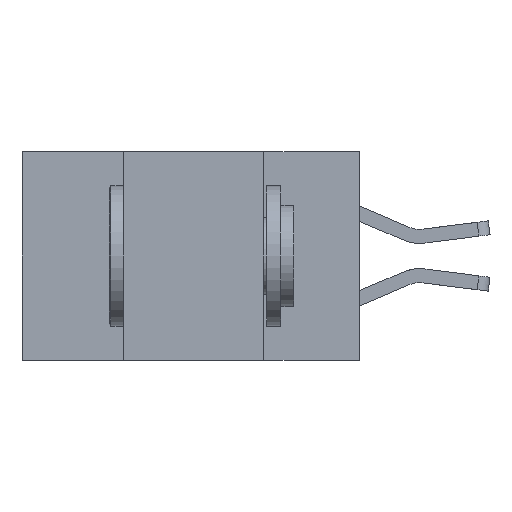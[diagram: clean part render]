
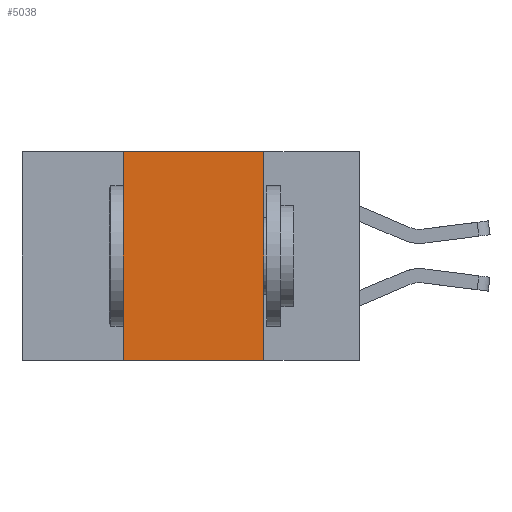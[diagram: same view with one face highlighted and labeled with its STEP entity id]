
A CAD part, left-side view. The second image highlights one B-rep face of the part: STEP entity #5038.
In plain terms, the highlighted planar face has unit normal (-1, 0, 0).
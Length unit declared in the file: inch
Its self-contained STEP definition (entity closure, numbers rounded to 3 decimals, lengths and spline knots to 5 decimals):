
#917 = DIRECTION ( 'NONE',  ( 0., 0., -1. ) ) ;
#921 = DIRECTION ( 'NONE',  ( 1., 0., 0. ) ) ;
#948 = CARTESIAN_POINT ( 'NONE',  ( 0., 0.6, 0. ) ) ;
#1019 = PLANE ( 'NONE',  #9238 ) ;
#1029 = EDGE_LOOP ( 'NONE', ( #6115, #4081, #4611, #7186 ) ) ;
#1125 = VECTOR ( 'NONE', #8416, 39.37008 ) ;
#1581 = DIRECTION ( 'NONE',  ( 0., -1., 0. ) ) ;
#1600 = VERTEX_POINT ( 'NONE', #6421 ) ;
#1640 = VECTOR ( 'NONE', #2995, 39.37008 ) ;
#1849 = EDGE_CURVE ( 'NONE', #11257, #9033, #3680, .T. ) ;
#2487 = EDGE_CURVE ( 'NONE', #1600, #9033, #8961, .T. ) ;
#2735 = CARTESIAN_POINT ( 'NONE',  ( 0., 0.42, 0. ) ) ;
#2995 = DIRECTION ( 'NONE',  ( 0., -1., 0. ) ) ;
#3680 = LINE ( 'NONE', #10266, #1125 ) ;
#3723 = EDGE_CURVE ( 'NONE', #4735, #11257, #6214, .T. ) ;
#4081 = ORIENTED_EDGE ( 'NONE', *, *, #3723, .F. ) ;
#4240 = DIRECTION ( 'NONE',  ( 0., 0., 1. ) ) ;
#4342 = VECTOR ( 'NONE', #1581, 39.37008 ) ;
#4611 = ORIENTED_EDGE ( 'NONE', *, *, #6096, .F. ) ;
#4735 = VERTEX_POINT ( 'NONE', #2735 ) ;
#5038 = ADVANCED_FACE ( 'NONE', ( #7661 ), #1019, .F. ) ;
#6051 = CARTESIAN_POINT ( 'NONE',  ( 0., 0.6, -0.37 ) ) ;
#6096 = EDGE_CURVE ( 'NONE', #1600, #4735, #11111, .T. ) ;
#6115 = ORIENTED_EDGE ( 'NONE', *, *, #1849, .F. ) ;
#6214 = LINE ( 'NONE', #11261, #1640 ) ;
#6421 = CARTESIAN_POINT ( 'NONE',  ( 0., 0.42, -0.37 ) ) ;
#7136 = CARTESIAN_POINT ( 'NONE',  ( 0., 0.17, -0.37 ) ) ;
#7186 = ORIENTED_EDGE ( 'NONE', *, *, #2487, .T. ) ;
#7661 = FACE_OUTER_BOUND ( 'NONE', #1029, .T. ) ;
#7707 = CARTESIAN_POINT ( 'NONE',  ( 0., 0.17, 0. ) ) ;
#8416 = DIRECTION ( 'NONE',  ( 0., 0., -1. ) ) ;
#8700 = VECTOR ( 'NONE', #4240, 39.37008 ) ;
#8961 = LINE ( 'NONE', #6051, #4342 ) ;
#8970 = CARTESIAN_POINT ( 'NONE',  ( 0., 0.42, 0. ) ) ;
#9033 = VERTEX_POINT ( 'NONE', #7136 ) ;
#9238 = AXIS2_PLACEMENT_3D ( 'NONE', #948, #921, #917 ) ;
#10266 = CARTESIAN_POINT ( 'NONE',  ( 0., 0.17, 0. ) ) ;
#11111 = LINE ( 'NONE', #8970, #8700 ) ;
#11257 = VERTEX_POINT ( 'NONE', #7707 ) ;
#11261 = CARTESIAN_POINT ( 'NONE',  ( 0., 0.6, 0. ) ) ;
